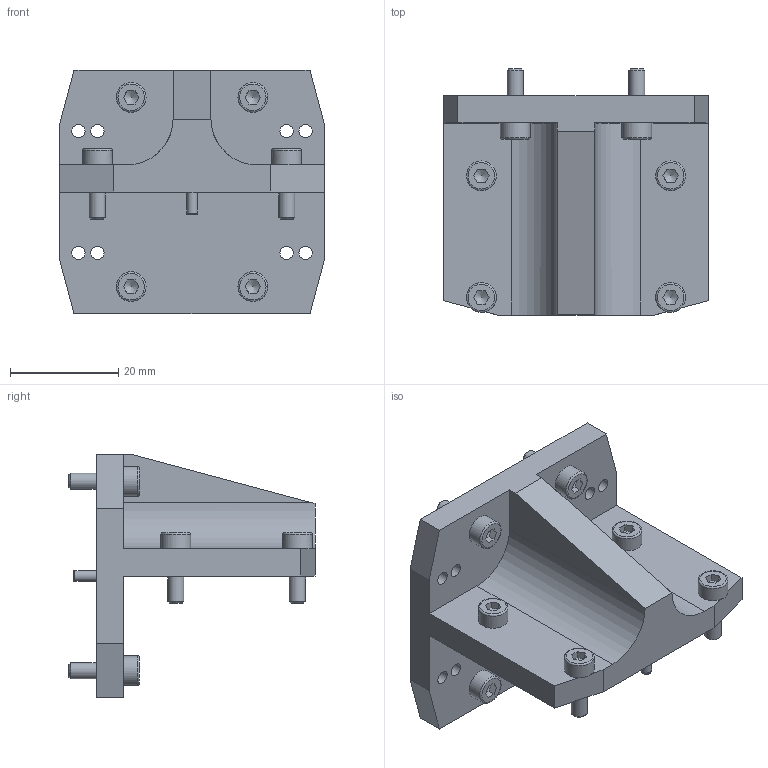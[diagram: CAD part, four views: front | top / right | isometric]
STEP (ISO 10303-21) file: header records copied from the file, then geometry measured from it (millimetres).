
FILE_DESCRIPTION(/* description */ (''),/* implementation_level */ '2;1');
FILE_NAME(/* name */ 'CAD_111002.stp',/* time_stamp */ '2021-03-17T14:13:46+01:00',/* author */ ('rfeldin'),/* organization */ (''),/* preprocessor_version */ 'ST-DEVELOPER v18',/* originating_system */ 'Autodesk Inventor 2020',/* authorisation */ '');
FILE_SCHEMA (('CONFIG_CONTROL_DESIGN'));
Length unit declared in the file: millimetre
Products named in the file (1): CAD_111002
Bounding box: 49 x 45.5 x 45 mm (x, y, z)
Volume: 24166.1 mm3; surface area: 11673.6 mm2
Topology: 1 solids, 5 shells, 195 faces, 547 edges, 390 vertices
Faces by surface type: plane 105, cylinder 44, cone 26, torus 16, sphere 4
Full cylindrical faces by diameter (mm): 2 x8, 2.459 x8, 3 x8, 3.5 x8, 5 x2, 5.5 x8
Entity records: 6698 total; most frequent: CARTESIAN_POINT 1237, DIRECTION 1133, ORIENTED_EDGE 1078, EDGE_CURVE 539, AXIS2_PLACEMENT_3D 454, VERTEX_POINT 390, CIRCLE 256, EDGE_LOOP 247
